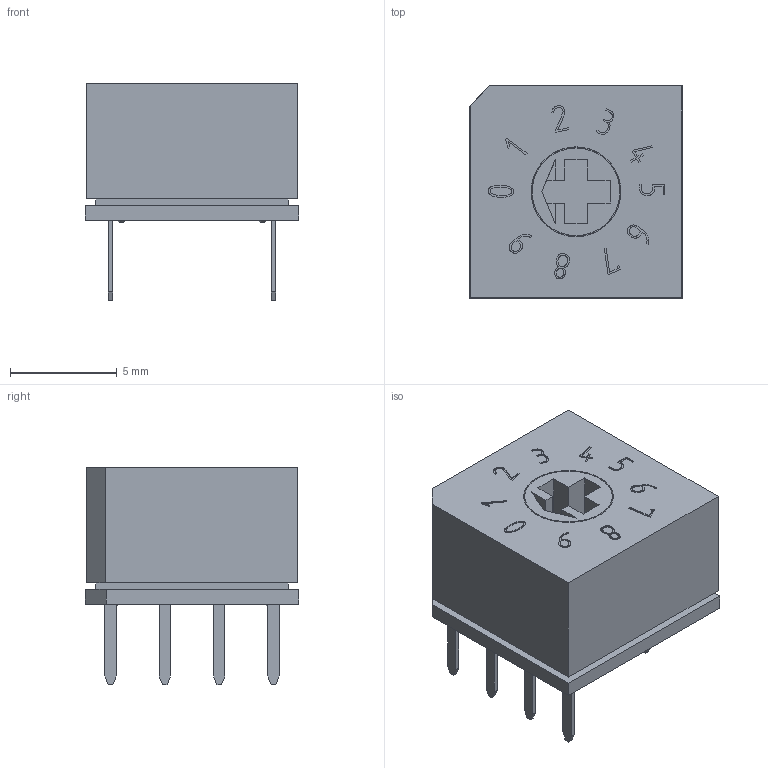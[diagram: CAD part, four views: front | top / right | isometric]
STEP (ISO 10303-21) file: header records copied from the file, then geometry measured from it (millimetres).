
FILE_DESCRIPTION(/* description */ ('Unknown'),/* implementation_level */ '2;1');
FILE_NAME(/* name */ '428517510911',/* time_stamp */ '2023-11-13T17:05:20+01:00',/* author */ ('Unknown'),/* organization */ ('Unknown'),/* preprocessor_version */ 'ST-DEVELOPER v16.7',/* originating_system */ 'Solid Edge',/* authorisation */ 'Unknown');
FILE_SCHEMA (('AUTOMOTIVE_DESIGN {1 0 10303 214 3 1 1}'));
Length unit declared in the file: millimetre
Products named in the file (3): 428517510911; Actuator
Assembly tree (2 placements, depth 2):
  428517510911
    428517510911
    Actuator
Bounding box: 10 x 10 x 10.15 mm (x, y, z)
Volume: 607.1 mm3; surface area: 654.2 mm2
Topology: 2 solids, 2 shells, 176 faces, 434 edges, 288 vertices
Faces by surface type: plane 142, bspline 28, torus 4, cylinder 2
Full cylindrical faces by diameter (mm): 4.1 x1, 4.2 x1
Entity records: 7130 total; most frequent: CARTESIAN_POINT 2039, ORIENTED_EDGE 844, DIRECTION 680, EDGE_CURVE 422, LINE 354, VECTOR 354, VERTEX_POINT 286, EDGE_LOOP 212
